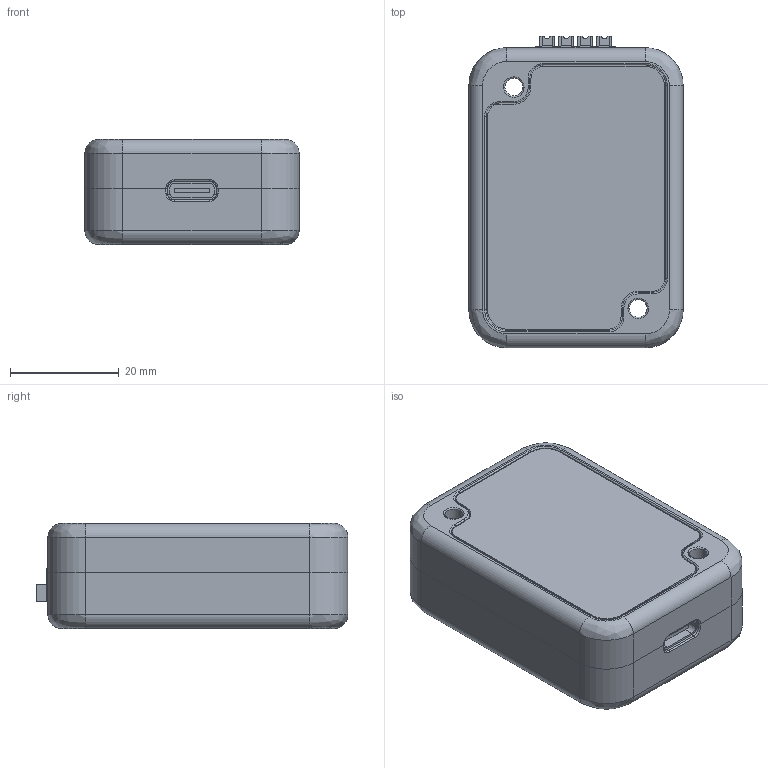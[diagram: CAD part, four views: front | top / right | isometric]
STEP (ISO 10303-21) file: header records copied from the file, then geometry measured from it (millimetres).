
FILE_DESCRIPTION (( 'STEP AP214' ), '1' );
FILE_NAME ('WCP-1522 Rev1.STEP', '2024-01-18T00:18:30', ( '' ), ( '' ), 'SwSTEP 2.0', 'SolidWorks 2022', '' );
FILE_SCHEMA (( 'AUTOMOTIVE_DESIGN' ));
Length unit declared in the file: inch
Products named in the file (1): WCP-1522 Rev1
Bounding box: 39.37 x 57.27 x 19.3 mm (x, y, z)
Volume: 20847.2 mm3; surface area: 27794.8 mm2
Topology: 19 solids, 19 shells, 837 faces, 2233 edges, 1462 vertices
Faces by surface type: plane 514, cylinder 267, bspline 48, cone 8
Entity records: 37972 total; most frequent: CARTESIAN_POINT 5785, ORIENTED_EDGE 4450, DIRECTION 4255, EDGE_CURVE 2225, LINE 1535, VECTOR 1535, VERTEX_POINT 1462, AXIS2_PLACEMENT_3D 1360
